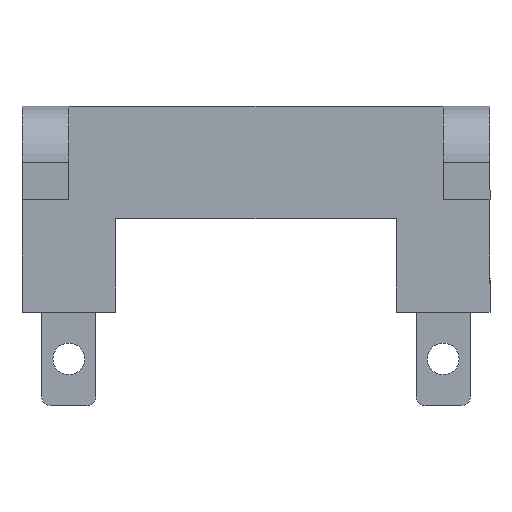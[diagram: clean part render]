
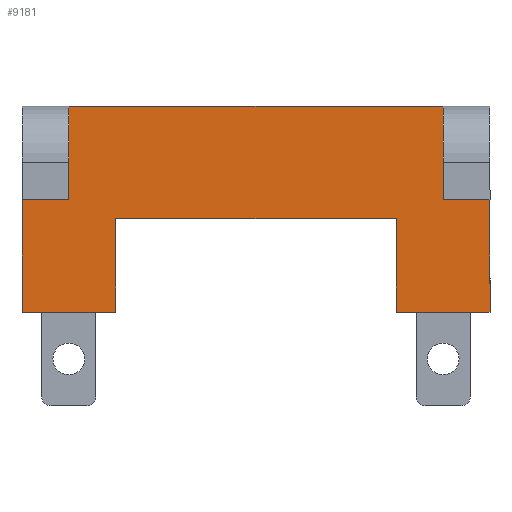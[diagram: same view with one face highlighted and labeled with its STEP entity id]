
A CAD part, front view. The second image highlights one B-rep face of the part: STEP entity #9181.
In plain terms, the highlighted planar face has unit normal (0, -1, 0).
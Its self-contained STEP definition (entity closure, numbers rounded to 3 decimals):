
#4 = CARTESIAN_POINT ( 'NONE',  ( 0., 10., 12. ) ) ;
#1556 = CARTESIAN_POINT ( 'NONE',  ( 45.01, 10., 10.01 ) ) ;
#1956 = CARTESIAN_POINT ( 'NONE',  ( 45., 10., 5. ) ) ;
#1984 = LINE ( 'NONE', #3229, #14831 ) ;
#2062 = CARTESIAN_POINT ( 'NONE',  ( 40., 10., -10. ) ) ;
#2301 = VERTEX_POINT ( 'NONE', #5595 ) ;
#2516 = CARTESIAN_POINT ( 'NONE',  ( 45., 10., 2. ) ) ;
#2876 = VECTOR ( 'NONE', #14079, 1000. ) ;
#3002 = LINE ( 'NONE', #1956, #4826 ) ;
#3229 = CARTESIAN_POINT ( 'NONE',  ( 5., 10., 5. ) ) ;
#3904 = CARTESIAN_POINT ( 'NONE',  ( 0., 10., 2. ) ) ;
#4199 = VERTEX_POINT ( 'NONE', #12305 ) ;
#4224 = LINE ( 'NONE', #4, #13303 ) ;
#4279 = DIRECTION ( 'NONE',  ( -1., 0., 0. ) ) ;
#4439 = VECTOR ( 'NONE', #4834, 1000. ) ;
#4568 = VERTEX_POINT ( 'NONE', #16416 ) ;
#4733 = DIRECTION ( 'NONE',  ( 1., 0., 0. ) ) ;
#4826 = VECTOR ( 'NONE', #13046, 1000. ) ;
#4834 = DIRECTION ( 'NONE',  ( -1., 0., 0. ) ) ;
#5427 = EDGE_CURVE ( 'NONE', #10589, #16269, #12488, .T. ) ;
#5539 = CARTESIAN_POINT ( 'NONE',  ( 45., 10., 2. ) ) ;
#5595 = CARTESIAN_POINT ( 'NONE',  ( 50., 10., 2. ) ) ;
#5756 = EDGE_CURVE ( 'NONE', #12316, #2301, #17721, .T. ) ;
#5989 = EDGE_CURVE ( 'NONE', #7402, #17698, #9730, .T. ) ;
#6204 = CARTESIAN_POINT ( 'NONE',  ( 50., 10., -10. ) ) ;
#6215 = CARTESIAN_POINT ( 'NONE',  ( 0., 10., -10. ) ) ;
#6375 = VERTEX_POINT ( 'NONE', #3904 ) ;
#6706 = VERTEX_POINT ( 'NONE', #15195 ) ;
#6878 = ORIENTED_EDGE ( 'NONE', *, *, #10261, .F. ) ;
#7208 = CARTESIAN_POINT ( 'NONE',  ( 25., 10., 0. ) ) ;
#7402 = VERTEX_POINT ( 'NONE', #10743 ) ;
#7903 = LINE ( 'NONE', #7208, #15838 ) ;
#8489 = AXIS2_PLACEMENT_3D ( 'NONE', #1556, #12637, #4279 ) ;
#8592 = DIRECTION ( 'NONE',  ( -1., 0., 0. ) ) ;
#8599 = VERTEX_POINT ( 'NONE', #9151 ) ;
#9109 = EDGE_CURVE ( 'NONE', #8599, #4199, #4224, .T. ) ;
#9151 = CARTESIAN_POINT ( 'NONE',  ( 5., 10., 12. ) ) ;
#9181 = ADVANCED_FACE ( 'NONE', ( #11317 ), #11158, .T. ) ;
#9352 = VERTEX_POINT ( 'NONE', #6204 ) ;
#9427 = ORIENTED_EDGE ( 'NONE', *, *, #14573, .T. ) ;
#9730 = LINE ( 'NONE', #14602, #4439 ) ;
#10120 = CARTESIAN_POINT ( 'NONE',  ( 0., 10., 2. ) ) ;
#10227 = ORIENTED_EDGE ( 'NONE', *, *, #17207, .F. ) ;
#10261 = EDGE_CURVE ( 'NONE', #6375, #4568, #13623, .T. ) ;
#10571 = ORIENTED_EDGE ( 'NONE', *, *, #5989, .F. ) ;
#10589 = VERTEX_POINT ( 'NONE', #2062 ) ;
#10615 = DIRECTION ( 'NONE',  ( 0., 0., 1. ) ) ;
#10743 = CARTESIAN_POINT ( 'NONE',  ( 10., 10., -10. ) ) ;
#10810 = LINE ( 'NONE', #14361, #17883 ) ;
#10970 = DIRECTION ( 'NONE',  ( 1., 0., 0. ) ) ;
#10975 = ORIENTED_EDGE ( 'NONE', *, *, #17543, .T. ) ;
#11158 = PLANE ( 'NONE',  #8489 ) ;
#11236 = VECTOR ( 'NONE', #10615, 1000. ) ;
#11317 = FACE_OUTER_BOUND ( 'NONE', #11603, .T. ) ;
#11365 = EDGE_CURVE ( 'NONE', #9352, #2301, #11821, .T. ) ;
#11381 = ORIENTED_EDGE ( 'NONE', *, *, #11509, .F. ) ;
#11396 = LINE ( 'NONE', #16039, #11236 ) ;
#11509 = EDGE_CURVE ( 'NONE', #16269, #6706, #7903, .T. ) ;
#11603 = EDGE_LOOP ( 'NONE', ( #9427, #6878, #10227, #10571, #10975, #11381, #11623, #12003, #12062, #12077, #14852, #14774 ) ) ;
#11623 = ORIENTED_EDGE ( 'NONE', *, *, #5427, .F. ) ;
#11643 = EDGE_CURVE ( 'NONE', #12316, #4199, #3002, .T. ) ;
#11801 = LINE ( 'NONE', #12667, #2876 ) ;
#11821 = LINE ( 'NONE', #15232, #17345 ) ;
#12003 = ORIENTED_EDGE ( 'NONE', *, *, #16969, .F. ) ;
#12062 = ORIENTED_EDGE ( 'NONE', *, *, #11365, .T. ) ;
#12077 = ORIENTED_EDGE ( 'NONE', *, *, #5756, .F. ) ;
#12305 = CARTESIAN_POINT ( 'NONE',  ( 45., 10., 12. ) ) ;
#12316 = VERTEX_POINT ( 'NONE', #2516 ) ;
#12488 = LINE ( 'NONE', #15773, #15384 ) ;
#12508 = VECTOR ( 'NONE', #4733, 1000. ) ;
#12637 = DIRECTION ( 'NONE',  ( 0., -1., 0. ) ) ;
#12667 = CARTESIAN_POINT ( 'NONE',  ( 50., 10., -10. ) ) ;
#13046 = DIRECTION ( 'NONE',  ( 0., 0., 1. ) ) ;
#13303 = VECTOR ( 'NONE', #10970, 1000. ) ;
#13623 = LINE ( 'NONE', #10120, #12508 ) ;
#13656 = VECTOR ( 'NONE', #15330, 1000. ) ;
#13863 = DIRECTION ( 'NONE',  ( 0., 0., 1. ) ) ;
#14079 = DIRECTION ( 'NONE',  ( -1., 0., 0. ) ) ;
#14361 = CARTESIAN_POINT ( 'NONE',  ( 10., 10., -10. ) ) ;
#14573 = EDGE_CURVE ( 'NONE', #8599, #4568, #1984, .T. ) ;
#14602 = CARTESIAN_POINT ( 'NONE',  ( 0., 10., -10. ) ) ;
#14774 = ORIENTED_EDGE ( 'NONE', *, *, #9109, .F. ) ;
#14831 = VECTOR ( 'NONE', #15670, 1000. ) ;
#14852 = ORIENTED_EDGE ( 'NONE', *, *, #11643, .T. ) ;
#15195 = CARTESIAN_POINT ( 'NONE',  ( 10., 10., 0. ) ) ;
#15232 = CARTESIAN_POINT ( 'NONE',  ( 50., 10., -10. ) ) ;
#15330 = DIRECTION ( 'NONE',  ( 1., 0., 0. ) ) ;
#15384 = VECTOR ( 'NONE', #17076, 1000. ) ;
#15670 = DIRECTION ( 'NONE',  ( 0., 0., -1. ) ) ;
#15681 = DIRECTION ( 'NONE',  ( 0., 0., 1. ) ) ;
#15773 = CARTESIAN_POINT ( 'NONE',  ( 40., 10., -10. ) ) ;
#15838 = VECTOR ( 'NONE', #8592, 1000. ) ;
#16039 = CARTESIAN_POINT ( 'NONE',  ( 0., 10., -10. ) ) ;
#16125 = CARTESIAN_POINT ( 'NONE',  ( 40., 10., 0. ) ) ;
#16269 = VERTEX_POINT ( 'NONE', #16125 ) ;
#16416 = CARTESIAN_POINT ( 'NONE',  ( 5., 10., 2. ) ) ;
#16969 = EDGE_CURVE ( 'NONE', #9352, #10589, #11801, .T. ) ;
#17076 = DIRECTION ( 'NONE',  ( 0., 0., 1. ) ) ;
#17207 = EDGE_CURVE ( 'NONE', #17698, #6375, #11396, .T. ) ;
#17345 = VECTOR ( 'NONE', #13863, 1000. ) ;
#17543 = EDGE_CURVE ( 'NONE', #7402, #6706, #10810, .T. ) ;
#17698 = VERTEX_POINT ( 'NONE', #6215 ) ;
#17721 = LINE ( 'NONE', #5539, #13656 ) ;
#17883 = VECTOR ( 'NONE', #15681, 1000. ) ;
